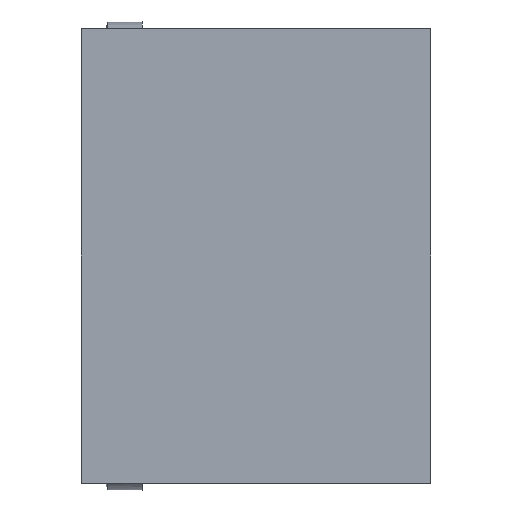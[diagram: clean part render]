
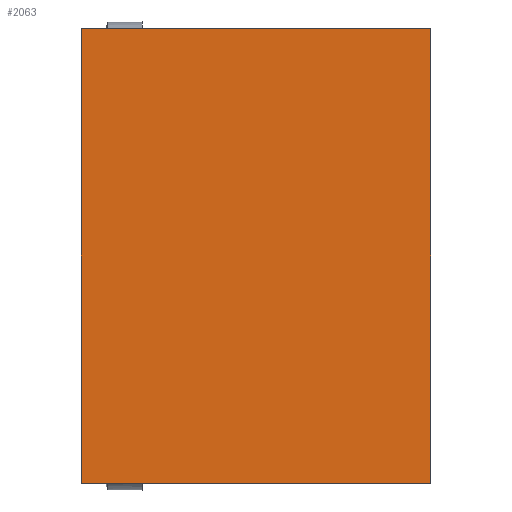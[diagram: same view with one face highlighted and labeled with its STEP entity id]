
A CAD part, left-side view. The second image highlights one B-rep face of the part: STEP entity #2063.
In plain terms, the highlighted planar face has unit normal (-1, 0, 0).
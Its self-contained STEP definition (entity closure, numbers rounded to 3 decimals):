
#1522=CARTESIAN_POINT('',(-35.0,0.0,-13.0));
#1523=VERTEX_POINT('',#1522);
#1530=CARTESIAN_POINT('',(-35.0,20.0,-13.0));
#1531=VERTEX_POINT('',#1530);
#1532=CARTESIAN_POINT('',(-35.0,20.0,-13.0));
#1533=DIRECTION('',(0.0,-1.0,0.0));
#1534=VECTOR('',#1533,20.0);
#1535=LINE('',#1532,#1534);
#1536=EDGE_CURVE('',#1531,#1523,#1535,.T.);
#1574=CARTESIAN_POINT('',(-35.0,20.0,13.0));
#1575=VERTEX_POINT('',#1574);
#1576=CARTESIAN_POINT('',(-35.0,20.0,13.0));
#1577=DIRECTION('',(0.0,0.0,-1.0));
#1578=VECTOR('',#1577,26.0);
#1579=LINE('',#1576,#1578);
#1580=EDGE_CURVE('',#1575,#1531,#1579,.T.);
#2028=CARTESIAN_POINT('',(-35.0,0.0,13.0));
#2029=VERTEX_POINT('',#2028);
#2036=CARTESIAN_POINT('',(-35.0,0.0,-13.0));
#2037=DIRECTION('',(0.0,0.0,1.0));
#2038=VECTOR('',#2037,26.0);
#2039=LINE('',#2036,#2038);
#2040=EDGE_CURVE('',#1523,#2029,#2039,.T.);
#2047=CARTESIAN_POINT('',(-35.0,0.0,0.0));
#2048=DIRECTION('',(-1.0,0.0,0.0));
#2049=DIRECTION('',(0.0,0.0,1.0));
#2050=AXIS2_PLACEMENT_3D('',#2047,#2048,#2049);
#2051=PLANE('',#2050);
#2052=CARTESIAN_POINT('',(-35.0,0.0,13.0));
#2053=DIRECTION('',(0.0,1.0,0.0));
#2054=VECTOR('',#2053,20.0);
#2055=LINE('',#2052,#2054);
#2056=EDGE_CURVE('',#2029,#1575,#2055,.T.);
#2057=ORIENTED_EDGE('',*,*,#2056,.T.);
#2058=ORIENTED_EDGE('',*,*,#1580,.T.);
#2059=ORIENTED_EDGE('',*,*,#1536,.T.);
#2060=ORIENTED_EDGE('',*,*,#2040,.T.);
#2061=EDGE_LOOP('',(#2057,#2058,#2059,#2060));
#2062=FACE_OUTER_BOUND('',#2061,.T.);
#2063=ADVANCED_FACE('',(#2062),#2051,.T.);
